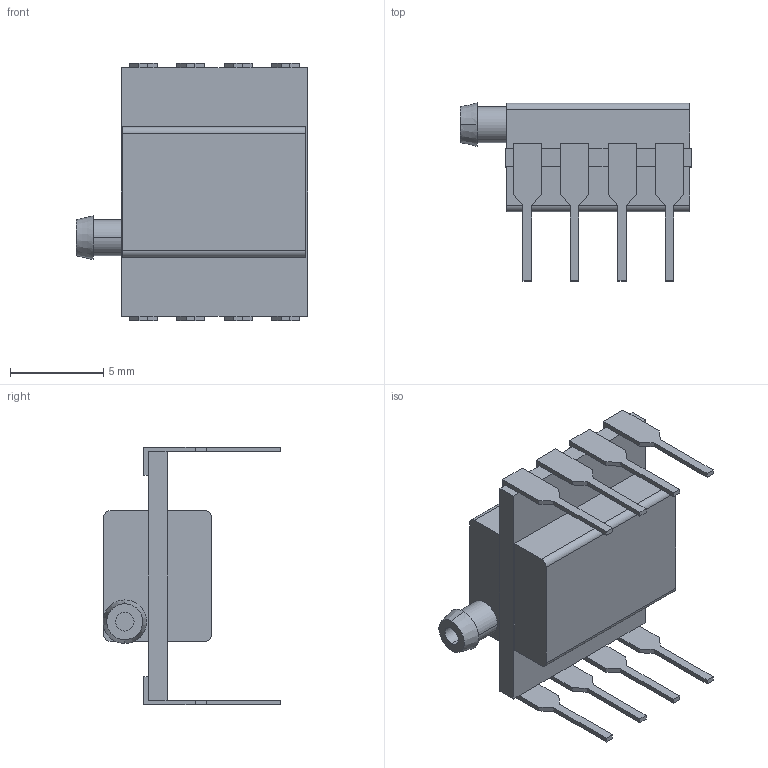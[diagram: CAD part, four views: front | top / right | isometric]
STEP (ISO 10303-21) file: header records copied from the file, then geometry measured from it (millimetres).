
FILE_DESCRIPTION((''),'2;1');
FILE_NAME('SSCDRNN160MDAA5','2020-11-18T11:36:58',('bryan.musy'),(''),'CREO PARAMETRIC BY PTC INC, 2016390','CREO PARAMETRIC BY PTC INC, 2016390','');
FILE_SCHEMA(('AUTOMOTIVE_DESIGN { 1 0 10303 214 1 1 1 1 }'));
Length unit declared in the file: millimetre
Products named in the file (1): SSCDRNN160MDAA5
Bounding box: 12.4 x 9.53 x 13.8 mm (x, y, z)
Volume: 483.6 mm3; surface area: 612.7 mm2
Topology: 1 solids, 1 shells, 125 faces, 342 edges, 224 vertices
Faces by surface type: plane 115, cylinder 8, cone 2
Entity records: 6531 total; most frequent: CARTESIAN_POINT 693, ORIENTED_EDGE 684, DIRECTION 614, PRESENTATION_STYLE_ASSIGNMENT 460, STYLED_ITEM 343, CURVE_STYLE 342, EDGE_CURVE 342, VECTOR 320
